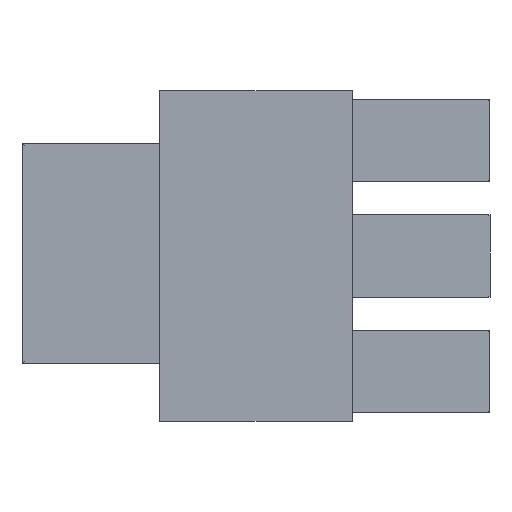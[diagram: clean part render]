
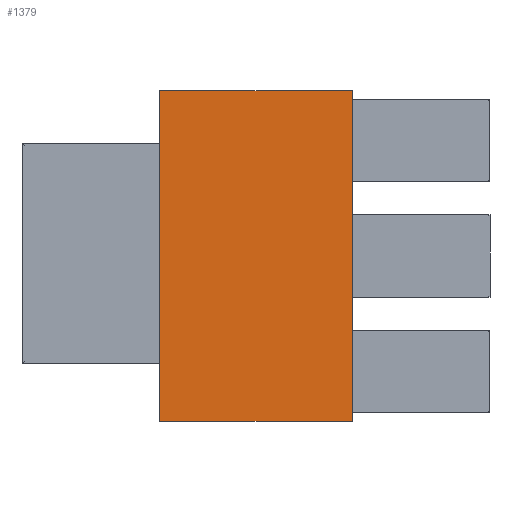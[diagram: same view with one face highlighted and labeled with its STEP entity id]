
A CAD part, front view. The second image highlights one B-rep face of the part: STEP entity #1379.
In plain terms, the highlighted planar face has unit normal (0, -1, 0).
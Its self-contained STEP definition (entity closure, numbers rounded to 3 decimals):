
#116 = CARTESIAN_POINT ( 'NONE',  ( 25., 0., 24. ) ) ;
#202 = CARTESIAN_POINT ( 'NONE',  ( 26.75, 0., 27. ) ) ;
#204 = VERTEX_POINT ( 'NONE', #1048 ) ;
#241 = DIRECTION ( 'NONE',  ( 0., 0., -1. ) ) ;
#285 = CARTESIAN_POINT ( 'NONE',  ( 25., 0., 30. ) ) ;
#370 = AXIS2_PLACEMENT_3D ( 'NONE', #202, #551, #1184 ) ;
#377 = CARTESIAN_POINT ( 'NONE',  ( 28.5, 0., 30. ) ) ;
#383 = ORIENTED_EDGE ( 'NONE', *, *, #406, .F. ) ;
#406 = EDGE_CURVE ( 'NONE', #1953, #1914, #1109, .T. ) ;
#410 = CARTESIAN_POINT ( 'NONE',  ( 28.5, 0., 30. ) ) ;
#457 = CARTESIAN_POINT ( 'NONE',  ( 25., 0., 24. ) ) ;
#538 = FACE_OUTER_BOUND ( 'NONE', #1782, .T. ) ;
#551 = DIRECTION ( 'NONE',  ( 0., 1., 0. ) ) ;
#627 = LINE ( 'NONE', #1291, #930 ) ;
#630 = DIRECTION ( 'NONE',  ( 0., 0., 1. ) ) ;
#695 = VERTEX_POINT ( 'NONE', #377 ) ;
#718 = ORIENTED_EDGE ( 'NONE', *, *, #2032, .F. ) ;
#878 = EDGE_CURVE ( 'NONE', #204, #1953, #627, .T. ) ;
#885 = LINE ( 'NONE', #2072, #968 ) ;
#930 = VECTOR ( 'NONE', #2114, 1000. ) ;
#968 = VECTOR ( 'NONE', #1899, 1000. ) ;
#1018 = PLANE ( 'NONE',  #370 ) ;
#1048 = CARTESIAN_POINT ( 'NONE',  ( 28.5, 0., 24. ) ) ;
#1109 = LINE ( 'NONE', #116, #1762 ) ;
#1140 = ORIENTED_EDGE ( 'NONE', *, *, #1162, .F. ) ;
#1162 = EDGE_CURVE ( 'NONE', #695, #204, #1409, .T. ) ;
#1184 = DIRECTION ( 'NONE',  ( 1., 0., 0. ) ) ;
#1291 = CARTESIAN_POINT ( 'NONE',  ( 28.5, 0., 24. ) ) ;
#1379 = ADVANCED_FACE ( 'NONE', ( #538 ), #1018, .F. ) ;
#1409 = LINE ( 'NONE', #410, #1979 ) ;
#1631 = ORIENTED_EDGE ( 'NONE', *, *, #878, .F. ) ;
#1762 = VECTOR ( 'NONE', #630, 1000. ) ;
#1782 = EDGE_LOOP ( 'NONE', ( #383, #1631, #1140, #718 ) ) ;
#1899 = DIRECTION ( 'NONE',  ( 1., 0., 0. ) ) ;
#1914 = VERTEX_POINT ( 'NONE', #285 ) ;
#1953 = VERTEX_POINT ( 'NONE', #457 ) ;
#1979 = VECTOR ( 'NONE', #241, 1000. ) ;
#2032 = EDGE_CURVE ( 'NONE', #1914, #695, #885, .T. ) ;
#2072 = CARTESIAN_POINT ( 'NONE',  ( 25., 0., 30. ) ) ;
#2114 = DIRECTION ( 'NONE',  ( -1., 0., 0. ) ) ;
